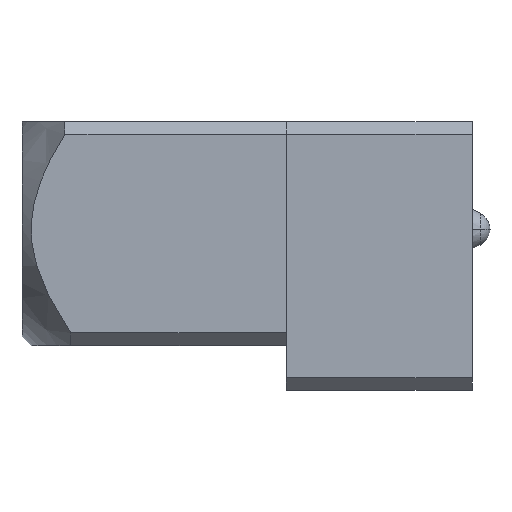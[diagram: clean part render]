
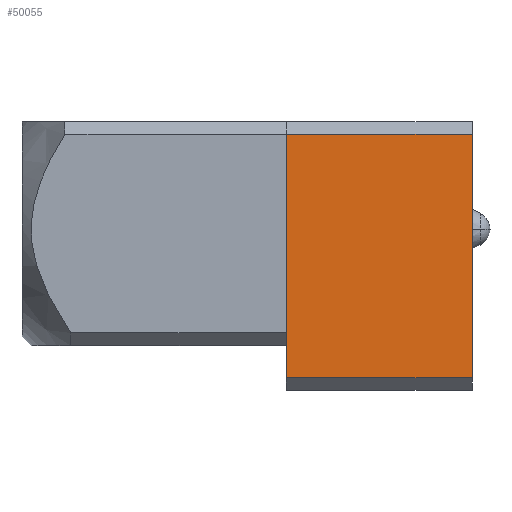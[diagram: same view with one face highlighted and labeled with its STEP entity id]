
A CAD part, left-side view. The second image highlights one B-rep face of the part: STEP entity #50055.
In plain terms, the highlighted planar face has unit normal (-1, 0, 0).
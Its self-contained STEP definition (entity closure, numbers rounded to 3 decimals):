
#17=DIRECTION('',(0.,-1.,0.));
#18=VECTOR('',#17,10.408);
#19=CARTESIAN_POINT('',(-37.474,0.024,-6.815));
#20=LINE('',#19,#18);
#1305=DIRECTION('',(0.,0.,1.));
#1306=VECTOR('',#1305,13.63);
#1307=CARTESIAN_POINT('',(-37.474,-10.384,-6.815));
#1308=LINE('',#1307,#1306);
#1319=DIRECTION('',(0.,0.,1.));
#1320=VECTOR('',#1319,13.63);
#1321=CARTESIAN_POINT('',(-37.474,0.024,-6.815));
#1322=LINE('',#1321,#1320);
#1331=DIRECTION('',(0.,-1.,0.));
#1332=VECTOR('',#1331,10.408);
#1333=CARTESIAN_POINT('',(-37.474,0.024,6.815));
#1334=LINE('',#1333,#1332);
#37976=CARTESIAN_POINT('',(-37.474,0.024,-6.815));
#37977=CARTESIAN_POINT('',(-37.474,-10.384,-6.815));
#37978=VERTEX_POINT('',#37976);
#37979=VERTEX_POINT('',#37977);
#37984=CARTESIAN_POINT('',(-37.474,0.024,6.815));
#37985=CARTESIAN_POINT('',(-37.474,-10.384,6.815));
#37986=VERTEX_POINT('',#37984);
#37987=VERTEX_POINT('',#37985);
#50043=CARTESIAN_POINT('',(-37.474,0.,-7.505));
#50044=DIRECTION('',(-1.,0.,0.));
#50045=DIRECTION('',(0.,-1.,0.));
#50046=AXIS2_PLACEMENT_3D('',#50043,#50044,#50045);
#50047=PLANE('',#50046);
#50048=ORIENTED_EDGE('',*,*,#48936,.F.);
#50049=ORIENTED_EDGE('',*,*,#48964,.T.);
#50051=ORIENTED_EDGE('',*,*,#50050,.T.);
#50052=ORIENTED_EDGE('',*,*,#49988,.F.);
#50053=EDGE_LOOP('',(#50048,#50049,#50051,#50052));
#50054=FACE_OUTER_BOUND('',#50053,.F.);
#50055=ADVANCED_FACE('',(#50054),#50047,.T.);
#48936=EDGE_CURVE('',#37978,#37979,#20,.T.);
#48964=EDGE_CURVE('',#37978,#37986,#1322,.T.);
#49988=EDGE_CURVE('',#37979,#37987,#1308,.T.);
#50050=EDGE_CURVE('',#37986,#37987,#1334,.T.);
